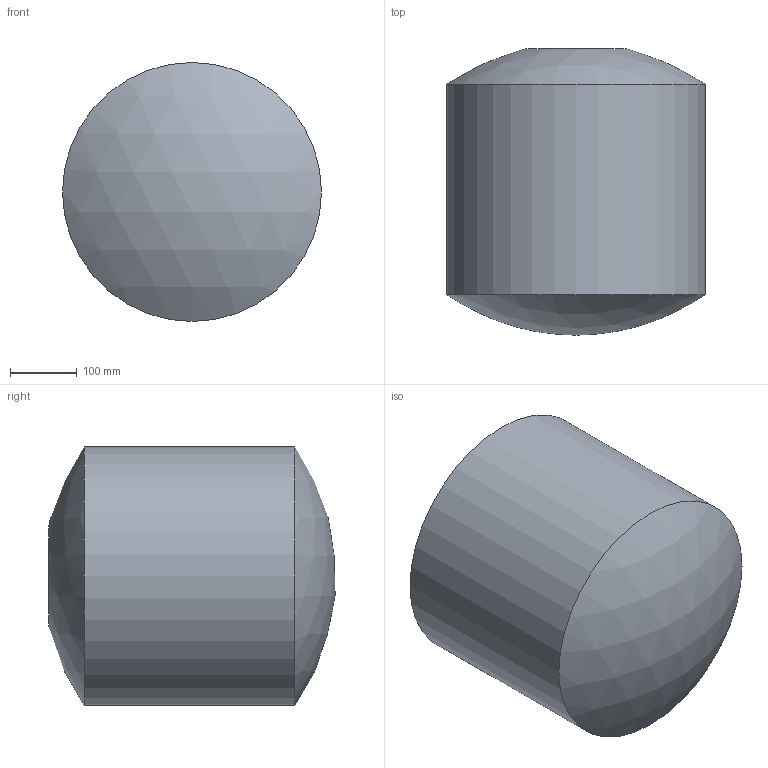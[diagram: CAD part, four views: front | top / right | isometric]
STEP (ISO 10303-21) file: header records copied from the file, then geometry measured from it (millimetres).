
FILE_DESCRIPTION(/* description */ (''),/* implementation_level */ '2;1');
FILE_NAME(/* name */ 'Camera Shield Housing Lead Pour.stp',/* time_stamp */ '2018-02-22T15:42:42-06:00',/* author */ ('digiovine'),/* organization */ (''),/* preprocessor_version */ 'ST-DEVELOPER v16.5',/* originating_system */ 'Autodesk Inventor 2017',/* authorisation */ '');
FILE_SCHEMA (('AUTOMOTIVE_DESIGN { 1 0 10303 214 3 1 1 }'));
Length unit declared in the file: inch
Products named in the file (1): Camera Shield Housing Lead Pour
Bounding box: 387.35 x 428.06 x 387.35 mm (x, y, z)
Volume: 43369546.4 mm3; surface area: 704110.2 mm2
Topology: 1 solids, 1 shells, 10 faces, 16 edges, 11 vertices
Faces by surface type: cylinder 3, sphere 3, plane 2, cone 1, torus 1
Full cylindrical faces by diameter (mm): 73.025 x1, 82.55 x1, 387.35 x1
Entity records: 226 total; most frequent: DIRECTION 40, CARTESIAN_POINT 29, AXIS2_PLACEMENT_3D 20, EDGE_LOOP 18, ORIENTED_EDGE 18, FACE_OUTER_BOUND 10, ADVANCED_FACE 10, CIRCLE 9
